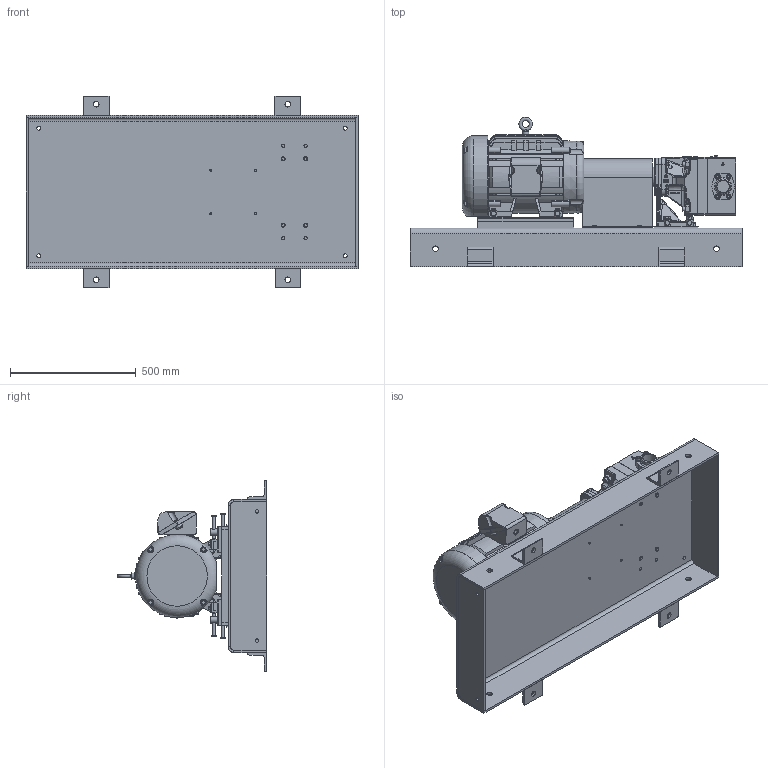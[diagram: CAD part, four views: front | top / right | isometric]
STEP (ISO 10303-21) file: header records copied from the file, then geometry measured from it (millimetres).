
FILE_DESCRIPTION (( 'STEP AP214' ), '1' );
FILE_NAME ('GPV-1415-009-U.STEP', '2016-09-27T21:17:55', ( '' ), ( '' ), 'SwSTEP 2.0', 'SolidWorks 2015', '' );
FILE_SCHEMA (( 'AUTOMOTIVE_DESIGN' ));
Length unit declared in the file: inch
Products named in the file (1): GPV-1415-009-U
Bounding box: 1320.8 x 593.01 x 762 mm (x, y, z)
Volume: 66934939.7 mm3; surface area: 6211942.7 mm2
Topology: 114 solids, 114 shells, 4316 faces, 10436 edges, 6652 vertices
Faces by surface type: plane 2455, cylinder 746, cone 541, bspline 442, torus 106, sphere 26
Full cylindrical faces by diameter (mm): 3.175 x2, 6.35 x12, 6.528 x4, 7.925 x16, 7.937 x12, 7.938 x4, 7.95 x32, 8.731 x4, 9.525 x8, 10.716 x20, 11.1 x4, 11.146 x6, 12.421 x2, 12.7 x51, 13.487 x8, 13.492 x8, 13.494 x8, 13.894 x4, 14.287 x4, 14.288 x3, 15.875 x8, 17.374 x4, 17.45 x4, 17.462 x2, 17.463 x2, 17.526 x4, 19.05 x16, 20.066 x1, 20.32 x1, 20.65 x4
Entity records: 282696 total; most frequent: CARTESIAN_POINT 131422, ORIENTED_EDGE 19416, DIRECTION 17356, EDGE_CURVE 9708, VERTEX_POINT 6499, AXIS2_PLACEMENT_3D 5974, EDGE_LOOP 5545, VECTOR 5408
